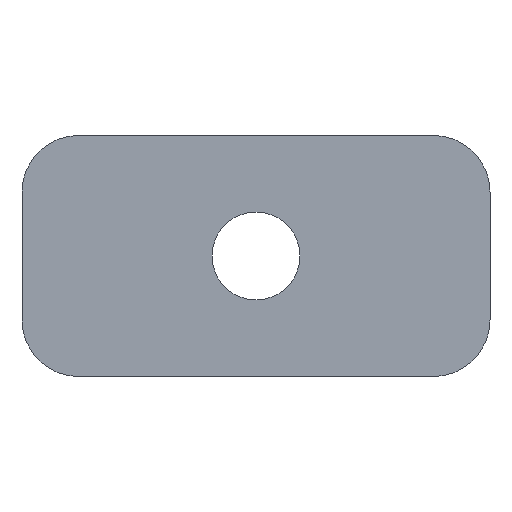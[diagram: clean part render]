
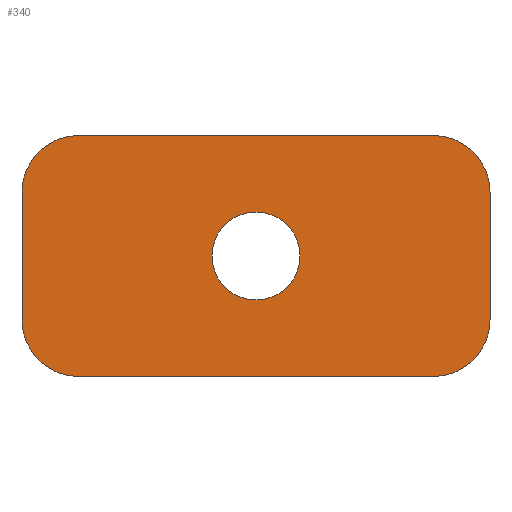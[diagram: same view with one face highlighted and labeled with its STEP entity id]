
A CAD part, front view. The second image highlights one B-rep face of the part: STEP entity #340.
In plain terms, the highlighted planar face has unit normal (0, -1, 0).
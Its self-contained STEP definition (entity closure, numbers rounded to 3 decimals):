
#1 = DIRECTION ( 'NONE',  ( 0., -1., 0. ) ) ;
#5 = CARTESIAN_POINT ( 'NONE',  ( -8.25, 0., 2.25 ) ) ;
#8 = LINE ( 'NONE', #387, #271 ) ;
#15 = CARTESIAN_POINT ( 'NONE',  ( -6.25, 0., -2.25 ) ) ;
#18 = EDGE_CURVE ( 'NONE', #35, #196, #242, .T. ) ;
#25 = CARTESIAN_POINT ( 'NONE',  ( 0., 0., 0. ) ) ;
#30 = AXIS2_PLACEMENT_3D ( 'NONE', #15, #254, #210 ) ;
#35 = VERTEX_POINT ( 'NONE', #188 ) ;
#36 = ORIENTED_EDGE ( 'NONE', *, *, #314, .T. ) ;
#41 = DIRECTION ( 'NONE',  ( 0., 1., 0. ) ) ;
#47 = CARTESIAN_POINT ( 'NONE',  ( 8.25, 0., -2.25 ) ) ;
#50 = DIRECTION ( 'NONE',  ( 0., 1., 0. ) ) ;
#60 = DIRECTION ( 'NONE',  ( 0., 0., 1. ) ) ;
#62 = ORIENTED_EDGE ( 'NONE', *, *, #18, .T. ) ;
#63 = LINE ( 'NONE', #181, #129 ) ;
#68 = AXIS2_PLACEMENT_3D ( 'NONE', #272, #41, #97 ) ;
#70 = DIRECTION ( 'NONE',  ( 0., -1., 0. ) ) ;
#75 = CARTESIAN_POINT ( 'NONE',  ( 0., 0., -1.55 ) ) ;
#84 = CIRCLE ( 'NONE', #360, 2. ) ;
#97 = DIRECTION ( 'NONE',  ( 0., 0., 1. ) ) ;
#115 = VERTEX_POINT ( 'NONE', #241 ) ;
#116 = LINE ( 'NONE', #222, #252 ) ;
#121 = ORIENTED_EDGE ( 'NONE', *, *, #409, .F. ) ;
#123 = VERTEX_POINT ( 'NONE', #47 ) ;
#126 = AXIS2_PLACEMENT_3D ( 'NONE', #150, #171, #180 ) ;
#129 = VECTOR ( 'NONE', #136, 1000. ) ;
#131 = DIRECTION ( 'NONE',  ( -1., 0., 0. ) ) ;
#136 = DIRECTION ( 'NONE',  ( 0., 0., -1. ) ) ;
#145 = VERTEX_POINT ( 'NONE', #5 ) ;
#146 = FACE_BOUND ( 'NONE', #364, .T. ) ;
#149 = DIRECTION ( 'NONE',  ( 1., 0., 0. ) ) ;
#150 = CARTESIAN_POINT ( 'NONE',  ( 6.25, 0., -2.25 ) ) ;
#157 = DIRECTION ( 'NONE',  ( 0., 0., 1. ) ) ;
#158 = VERTEX_POINT ( 'NONE', #75 ) ;
#163 = EDGE_LOOP ( 'NONE', ( #195, #209, #121, #62, #304, #36, #167, #205 ) ) ;
#167 = ORIENTED_EDGE ( 'NONE', *, *, #306, .F. ) ;
#171 = DIRECTION ( 'NONE',  ( 0., -1., 0. ) ) ;
#172 = ORIENTED_EDGE ( 'NONE', *, *, #330, .T. ) ;
#177 = VECTOR ( 'NONE', #149, 1000. ) ;
#180 = DIRECTION ( 'NONE',  ( 0., 0., 1. ) ) ;
#181 = CARTESIAN_POINT ( 'NONE',  ( 8.25, 0., 4.25 ) ) ;
#188 = CARTESIAN_POINT ( 'NONE',  ( 8.25, 0., 2.25 ) ) ;
#195 = ORIENTED_EDGE ( 'NONE', *, *, #319, .F. ) ;
#196 = VERTEX_POINT ( 'NONE', #227 ) ;
#205 = ORIENTED_EDGE ( 'NONE', *, *, #264, .T. ) ;
#209 = ORIENTED_EDGE ( 'NONE', *, *, #344, .T. ) ;
#210 = DIRECTION ( 'NONE',  ( 0., 0., 1. ) ) ;
#222 = CARTESIAN_POINT ( 'NONE',  ( -8.25, 0., 4.25 ) ) ;
#224 = CARTESIAN_POINT ( 'NONE',  ( -6.25, 0., 2.25 ) ) ;
#227 = CARTESIAN_POINT ( 'NONE',  ( 6.25, 0., 4.25 ) ) ;
#229 = DIRECTION ( 'NONE',  ( 0., 1., 0. ) ) ;
#236 = FACE_OUTER_BOUND ( 'NONE', #163, .T. ) ;
#241 = CARTESIAN_POINT ( 'NONE',  ( -6.25, 0., 4.25 ) ) ;
#242 = CIRCLE ( 'NONE', #367, 2. ) ;
#247 = DIRECTION ( 'NONE',  ( 0., 0., 1. ) ) ;
#250 = CARTESIAN_POINT ( 'NONE',  ( 8.25, 0., 4.25 ) ) ;
#252 = VECTOR ( 'NONE', #60, 1000. ) ;
#254 = DIRECTION ( 'NONE',  ( 0., -1., 0. ) ) ;
#262 = CIRCLE ( 'NONE', #126, 2. ) ;
#264 = EDGE_CURVE ( 'NONE', #380, #412, #357, .T. ) ;
#271 = VECTOR ( 'NONE', #131, 1000. ) ;
#272 = CARTESIAN_POINT ( 'NONE',  ( 0., 0., 0. ) ) ;
#278 = VERTEX_POINT ( 'NONE', #415 ) ;
#284 = CARTESIAN_POINT ( 'NONE',  ( -8.25, 0., -2.25 ) ) ;
#292 = EDGE_CURVE ( 'NONE', #115, #196, #370, .T. ) ;
#295 = PLANE ( 'NONE',  #68 ) ;
#304 = ORIENTED_EDGE ( 'NONE', *, *, #292, .F. ) ;
#306 = EDGE_CURVE ( 'NONE', #380, #145, #116, .T. ) ;
#307 = AXIS2_PLACEMENT_3D ( 'NONE', #353, #50, #157 ) ;
#311 = DIRECTION ( 'NONE',  ( 0., 0., 1. ) ) ;
#313 = CARTESIAN_POINT ( 'NONE',  ( 0., 0., 1.55 ) ) ;
#314 = EDGE_CURVE ( 'NONE', #115, #145, #84, .T. ) ;
#319 = EDGE_CURVE ( 'NONE', #278, #412, #8, .T. ) ;
#327 = CIRCLE ( 'NONE', #307, 1.55 ) ;
#330 = EDGE_CURVE ( 'NONE', #413, #158, #327, .T. ) ;
#334 = CIRCLE ( 'NONE', #369, 1.55 ) ;
#335 = EDGE_CURVE ( 'NONE', #158, #413, #334, .T. ) ;
#340 = ADVANCED_FACE ( 'NONE', ( #236, #146 ), #295, .F. ) ;
#344 = EDGE_CURVE ( 'NONE', #278, #123, #262, .T. ) ;
#346 = ORIENTED_EDGE ( 'NONE', *, *, #335, .T. ) ;
#353 = CARTESIAN_POINT ( 'NONE',  ( 0., 0., 0. ) ) ;
#357 = CIRCLE ( 'NONE', #30, 2. ) ;
#360 = AXIS2_PLACEMENT_3D ( 'NONE', #224, #70, #247 ) ;
#364 = EDGE_LOOP ( 'NONE', ( #346, #172 ) ) ;
#367 = AXIS2_PLACEMENT_3D ( 'NONE', #394, #1, #311 ) ;
#369 = AXIS2_PLACEMENT_3D ( 'NONE', #25, #229, #402 ) ;
#370 = LINE ( 'NONE', #250, #177 ) ;
#371 = CARTESIAN_POINT ( 'NONE',  ( -6.25, 0., -4.25 ) ) ;
#380 = VERTEX_POINT ( 'NONE', #284 ) ;
#387 = CARTESIAN_POINT ( 'NONE',  ( 8.25, 0., -4.25 ) ) ;
#394 = CARTESIAN_POINT ( 'NONE',  ( 6.25, 0., 2.25 ) ) ;
#402 = DIRECTION ( 'NONE',  ( 0., 0., 1. ) ) ;
#409 = EDGE_CURVE ( 'NONE', #35, #123, #63, .T. ) ;
#412 = VERTEX_POINT ( 'NONE', #371 ) ;
#413 = VERTEX_POINT ( 'NONE', #313 ) ;
#415 = CARTESIAN_POINT ( 'NONE',  ( 6.25, 0., -4.25 ) ) ;
